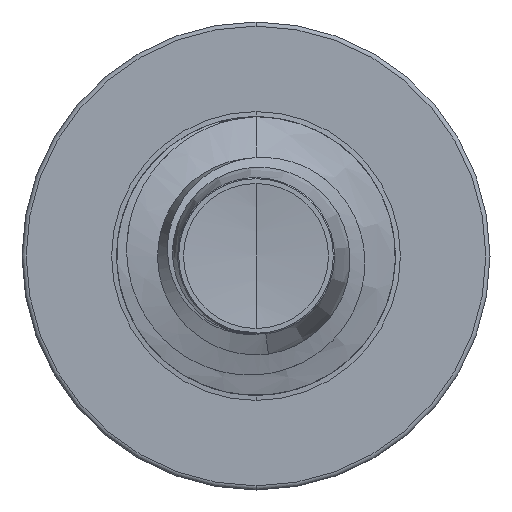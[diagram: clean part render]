
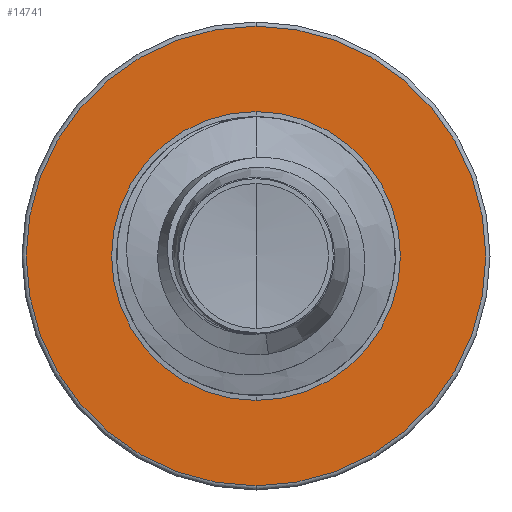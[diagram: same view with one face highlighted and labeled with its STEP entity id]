
A CAD part, front view. The second image highlights one B-rep face of the part: STEP entity #14741.
In plain terms, the highlighted planar face has unit normal (0, -1, 0).
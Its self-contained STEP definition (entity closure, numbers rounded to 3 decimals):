
#712 = EDGE_CURVE ( 'NONE', #6512, #2893, #9787, .T. ) ;
#871 = CARTESIAN_POINT ( 'NONE',  ( 0., 7.5, 1.296 ) ) ;
#1423 = CARTESIAN_POINT ( 'NONE',  ( 0., 7.5, 0. ) ) ;
#1956 = CARTESIAN_POINT ( 'NONE',  ( 0., 7.5, -1.296 ) ) ;
#1982 = FACE_BOUND ( 'NONE', #15285, .T. ) ;
#2045 = EDGE_LOOP ( 'NONE', ( #9720, #4643 ) ) ;
#2602 = DIRECTION ( 'NONE',  ( 0., 0., 1. ) ) ;
#2648 = DIRECTION ( 'NONE',  ( 0., 1., 0. ) ) ;
#2893 = VERTEX_POINT ( 'NONE', #1956 ) ;
#3166 = EDGE_CURVE ( 'NONE', #4679, #12382, #11055, .T. ) ;
#3293 = DIRECTION ( 'NONE',  ( 0., 1., 0. ) ) ;
#4643 = ORIENTED_EDGE ( 'NONE', *, *, #3166, .F. ) ;
#4679 = VERTEX_POINT ( 'NONE', #10381 ) ;
#5415 = ORIENTED_EDGE ( 'NONE', *, *, #11036, .T. ) ;
#5463 = DIRECTION ( 'NONE',  ( 0., 0., 1. ) ) ;
#5883 = AXIS2_PLACEMENT_3D ( 'NONE', #13748, #13181, #8870 ) ;
#6512 = VERTEX_POINT ( 'NONE', #871 ) ;
#6523 = PLANE ( 'NONE',  #8368 ) ;
#7096 = ORIENTED_EDGE ( 'NONE', *, *, #712, .T. ) ;
#8182 = AXIS2_PLACEMENT_3D ( 'NONE', #9733, #2648, #10914 ) ;
#8368 = AXIS2_PLACEMENT_3D ( 'NONE', #11413, #12616, #5463 ) ;
#8452 = EDGE_CURVE ( 'NONE', #12382, #4679, #8462, .T. ) ;
#8462 = CIRCLE ( 'NONE', #15114, 2.063 ) ;
#8870 = DIRECTION ( 'NONE',  ( 0., 0., 1. ) ) ;
#9682 = DIRECTION ( 'NONE',  ( 0., 1., 0. ) ) ;
#9720 = ORIENTED_EDGE ( 'NONE', *, *, #8452, .F. ) ;
#9733 = CARTESIAN_POINT ( 'NONE',  ( 0., 7.5, 0. ) ) ;
#9787 = CIRCLE ( 'NONE', #5883, 1.296 ) ;
#9829 = AXIS2_PLACEMENT_3D ( 'NONE', #1423, #9682, #2602 ) ;
#10381 = CARTESIAN_POINT ( 'NONE',  ( 0., 7.5, -2.062 ) ) ;
#10395 = CARTESIAN_POINT ( 'NONE',  ( 0., 7.5, 0. ) ) ;
#10914 = DIRECTION ( 'NONE',  ( 0., 0., 1. ) ) ;
#11036 = EDGE_CURVE ( 'NONE', #2893, #6512, #13782, .T. ) ;
#11055 = CIRCLE ( 'NONE', #8182, 2.063 ) ;
#11386 = FACE_OUTER_BOUND ( 'NONE', #2045, .T. ) ;
#11413 = CARTESIAN_POINT ( 'NONE',  ( 0., 7.5, -1.296 ) ) ;
#11582 = DIRECTION ( 'NONE',  ( 0., 0., 1. ) ) ;
#12382 = VERTEX_POINT ( 'NONE', #13057 ) ;
#12616 = DIRECTION ( 'NONE',  ( 0., 1., 0. ) ) ;
#13057 = CARTESIAN_POINT ( 'NONE',  ( 0., 7.5, 2.063 ) ) ;
#13181 = DIRECTION ( 'NONE',  ( 0., 1., 0. ) ) ;
#13748 = CARTESIAN_POINT ( 'NONE',  ( 0., 7.5, 0. ) ) ;
#13782 = CIRCLE ( 'NONE', #9829, 1.296 ) ;
#14741 = ADVANCED_FACE ( 'NONE', ( #11386, #1982 ), #6523, .F. ) ;
#15114 = AXIS2_PLACEMENT_3D ( 'NONE', #10395, #3293, #11582 ) ;
#15285 = EDGE_LOOP ( 'NONE', ( #7096, #5415 ) ) ;
